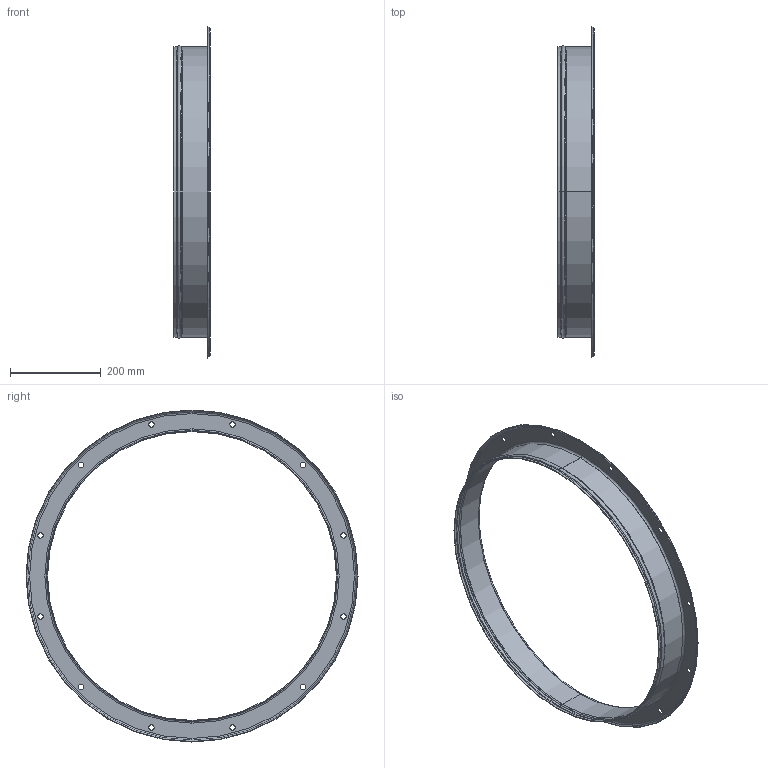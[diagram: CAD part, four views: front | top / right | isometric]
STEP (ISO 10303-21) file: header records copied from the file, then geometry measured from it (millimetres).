
FILE_DESCRIPTION (( 'STEP AP203' ), '1' );
FILE_NAME ('5BO1563_CCfc 63.STEP', '2022-02-18T12:44:00', ( '' ), ( '' ), 'SwSTEP 2.0', 'SolidWorks 2018', '' );
FILE_SCHEMA (( 'CONFIG_CONTROL_DESIGN' ));
Length unit declared in the file: millimetre
Products named in the file (1): 5BO1563_CCfc 63
Bounding box: 80 x 730 x 730 mm (x, y, z)
Volume: 387320.6 mm3; surface area: 523537.2 mm2
Topology: 1 solids, 1 shells, 61 faces, 146 edges, 88 vertices
Faces by surface type: cylinder 32, torus 20, cone 6, plane 3
Entity records: 1933 total; most frequent: DIRECTION 378, CARTESIAN_POINT 296, ORIENTED_EDGE 292, AXIS2_PLACEMENT_3D 170, EDGE_CURVE 146, CIRCLE 108, EDGE_LOOP 88, VERTEX_POINT 88
